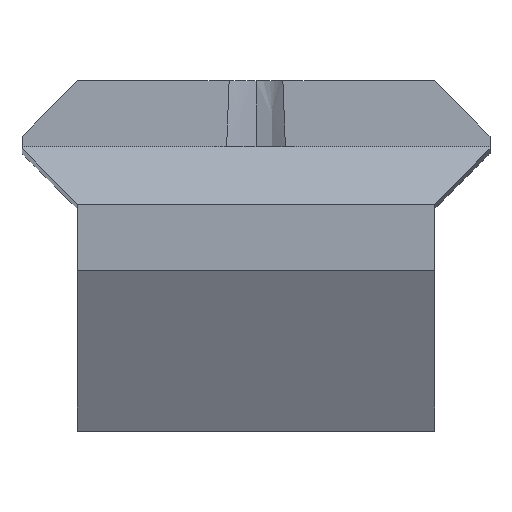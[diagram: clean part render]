
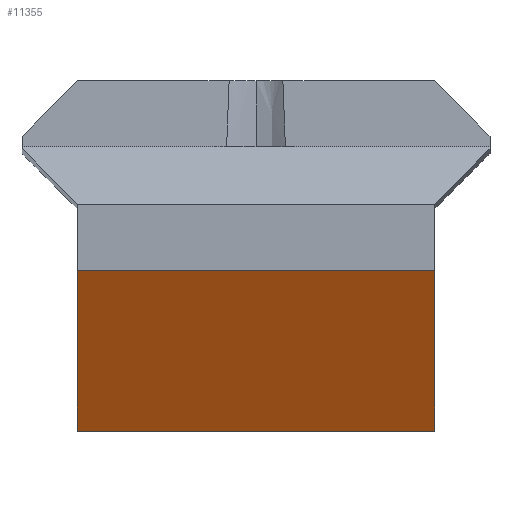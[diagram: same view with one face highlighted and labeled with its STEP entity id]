
A CAD part, top view. The second image highlights one B-rep face of the part: STEP entity #11355.
In plain terms, the highlighted planar face has unit normal (0, -0.984, 0.177).
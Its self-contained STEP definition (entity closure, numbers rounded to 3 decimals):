
#3726 = VERTEX_POINT('',#3727);
#3727 = CARTESIAN_POINT('',(-61.26,43.523,
    67.859));
#8564 = EDGE_CURVE('',#8565,#3726,#8567,.T.);
#8565 = VERTEX_POINT('',#8566);
#8566 = CARTESIAN_POINT('',(-77.47,43.523,
    67.859));
#8567 = B_SPLINE_CURVE_WITH_KNOTS('',1,(#8568,#8569),.UNSPECIFIED.,.F.,
  .F.,(2,2),(0.,1.),.PIECEWISE_BEZIER_KNOTS.);
#8568 = CARTESIAN_POINT('',(-77.47,43.523,
    67.859));
#8569 = CARTESIAN_POINT('',(-61.26,43.523,
    67.859));
#9766 = VERTEX_POINT('',#9767);
#9767 = CARTESIAN_POINT('',(-61.26,36.302,
    27.639));
#9774 = EDGE_CURVE('',#3726,#9766,#9775,.T.);
#9775 = LINE('',#9776,#9777);
#9776 = CARTESIAN_POINT('',(-61.26,34.863,
    19.622));
#9777 = VECTOR('',#9778,1.);
#9778 = DIRECTION('',(0.,-0.177,-0.984));
#9789 = VERTEX_POINT('',#9790);
#9790 = CARTESIAN_POINT('',(-77.47,36.302,
    27.639));
#9796 = EDGE_CURVE('',#9789,#9766,#9797,.T.);
#9797 = LINE('',#9798,#9799);
#9798 = CARTESIAN_POINT('',(-77.47,36.302,
    27.639));
#9799 = VECTOR('',#9800,1.);
#9800 = DIRECTION('',(1.,0.,0.));
#11355 = ADVANCED_FACE('',(#11356),#11367,.T.);
#11356 = FACE_BOUND('',#11357,.T.);
#11357 = EDGE_LOOP('',(#11358,#11364,#11365,#11366));
#11358 = ORIENTED_EDGE('',*,*,#11359,.F.);
#11359 = EDGE_CURVE('',#9789,#8565,#11360,.T.);
#11360 = LINE('',#11361,#11362);
#11361 = CARTESIAN_POINT('',(-77.47,36.302,
    27.639));
#11362 = VECTOR('',#11363,1.);
#11363 = DIRECTION('',(0.,0.177,0.984));
#11364 = ORIENTED_EDGE('',*,*,#9796,.T.);
#11365 = ORIENTED_EDGE('',*,*,#9774,.F.);
#11366 = ORIENTED_EDGE('',*,*,#8564,.F.);
#11367 = PLANE('',#11368);
#11368 = AXIS2_PLACEMENT_3D('',#11369,#11370,#11371);
#11369 = CARTESIAN_POINT('',(-77.47,36.302,
    27.639));
#11370 = DIRECTION('',(0.,-0.984,0.177));
#11371 = DIRECTION('',(0.,0.177,0.984));
